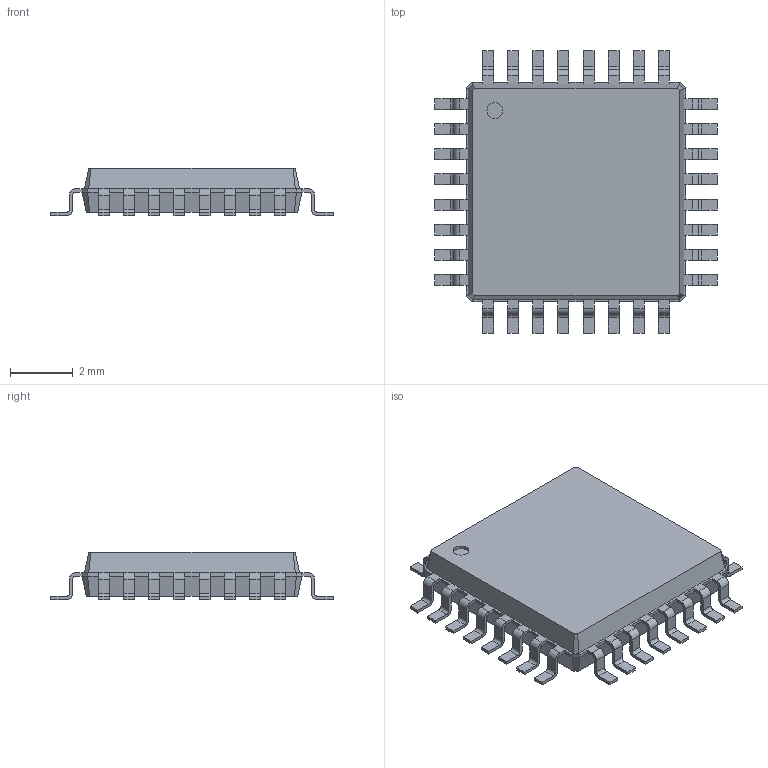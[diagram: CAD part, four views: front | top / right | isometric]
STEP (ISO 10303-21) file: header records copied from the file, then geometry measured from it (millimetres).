
FILE_DESCRIPTION(/* description */ ('model of LQFP-32_7x7mm_Pitch0.8mm'),/* implementation_level */ '2;1');
FILE_NAME(/* name */ 'LQFP-32_7x7mm_Pitch0.8mm.step',/* time_stamp */ '2017-02-22T13:18:46',/* author */ ('kicad StepUp','ksu'),/* organization */ ('FreeCAD'),/* preprocessor_version */ 'OCC',/* originating_system */ 'kicad StepUp',/* authorisation */ '');
FILE_SCHEMA(('AUTOMOTIVE_DESIGN_CC2 { 1 2 10303 214 -1 1 5 4 }'));
Length unit declared in the file: millimetre
Products named in the file (1): LQFP-32_7x7mm_Pitch0.8mm
Bounding box: 9 x 9 x 1.5 mm (x, y, z)
Volume: 66.5 mm3; surface area: 175.8 mm2
Topology: 1 solids, 1 shells, 516 faces, 1387 edges, 874 vertices
Faces by surface type: plane 331, cylinder 129, bspline 56
Full cylindrical faces by diameter (mm): 0.5 x1
Entity records: 19447 total; most frequent: CARTESIAN_POINT 2978, ORIENTED_EDGE 2774, DIRECTION 2535, EDGE_CURVE 1387, LINE 1097, VECTOR 1097, VERTEX_POINT 874, AXIS2_PLACEMENT_3D 719
